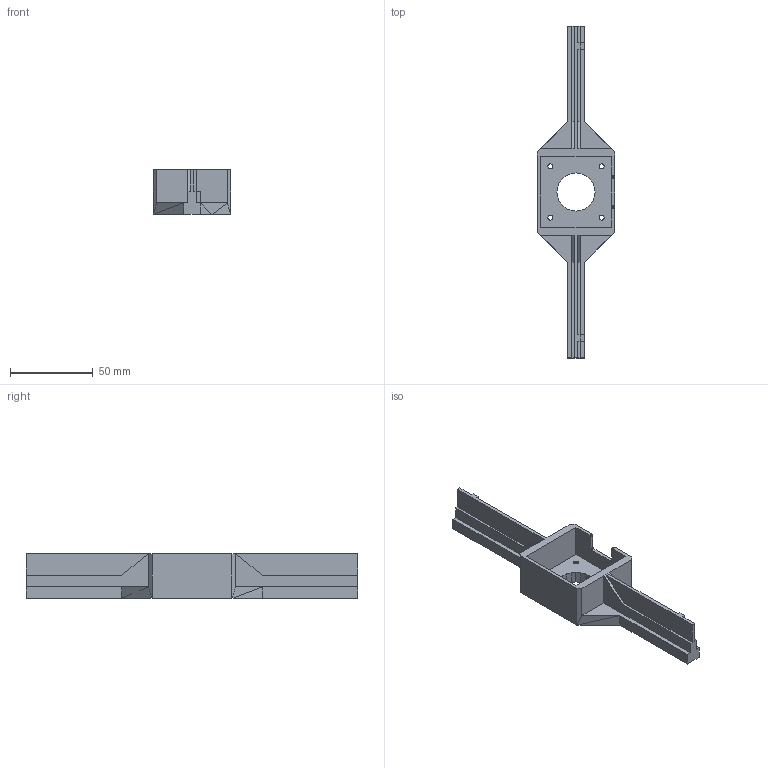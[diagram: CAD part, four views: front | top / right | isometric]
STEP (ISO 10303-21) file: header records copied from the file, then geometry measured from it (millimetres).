
FILE_DESCRIPTION(('FreeCAD Model'),'2;1');
FILE_NAME('Open CASCADE Shape Model','2025-06-15T10:40:15',(''),(''), 'Open CASCADE STEP processor 7.8','FreeCAD','Unknown');
FILE_SCHEMA(('AUTOMOTIVE_DESIGN { 1 0 10303 214 1 1 1 1 }'));
Length unit declared in the file: millimetre
Products named in the file (1): Turntable_Base_smallNema001 (Solid)001
Bounding box: 46.6 x 200 x 27 mm (x, y, z)
Volume: 49673.4 mm3; surface area: 24963 mm2
Topology: 1 solids, 1 shells, 416 faces, 1196 edges, 786 vertices
Faces by surface type: plane 416
Entity records: 28878 total; most frequent: CARTESIAN_POINT 4791, DIRECTION 4422, LINE 3588, VECTOR 3588, ORIENTED_EDGE 2392, PCURVE 2392, DEFINITIONAL_REPRESENTATION 2392, EDGE_CURVE 1196
